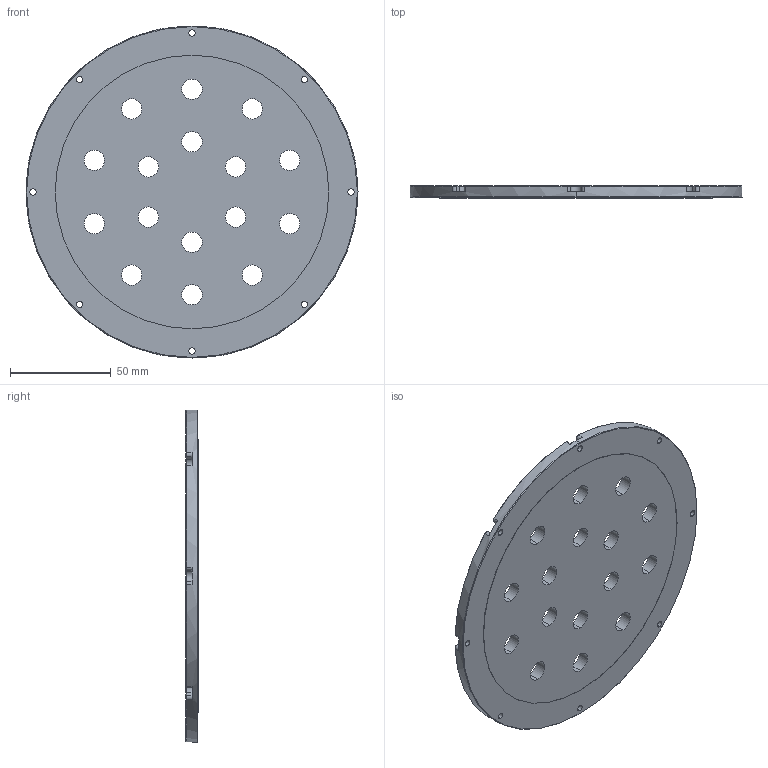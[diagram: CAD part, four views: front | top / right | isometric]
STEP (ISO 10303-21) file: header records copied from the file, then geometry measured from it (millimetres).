
FILE_DESCRIPTION (( 'STEP AP203' ), '1' );
FILE_NAME ('165CG01-16.STEP', '2023-12-01T05:30:15', ( '' ), ( '' ), 'SwSTEP 2.0', 'SolidWorks 2022', '' );
FILE_SCHEMA (( 'CONFIG_CONTROL_DESIGN' ));
Length unit declared in the file: millimetre
Products named in the file (1): 165CG01-16
Bounding box: 165 x 6 x 165 mm (x, y, z)
Volume: 118223.8 mm3; surface area: 46450.2 mm2
Topology: 1 solids, 1 shells, 167 faces, 435 edges, 271 vertices
Faces by surface type: cylinder 83, plane 43, cone 41
Entity records: 5329 total; most frequent: DIRECTION 994, CARTESIAN_POINT 874, ORIENTED_EDGE 870, EDGE_CURVE 435, AXIS2_PLACEMENT_3D 391, VERTEX_POINT 271, CIRCLE 223, EDGE_LOOP 216
